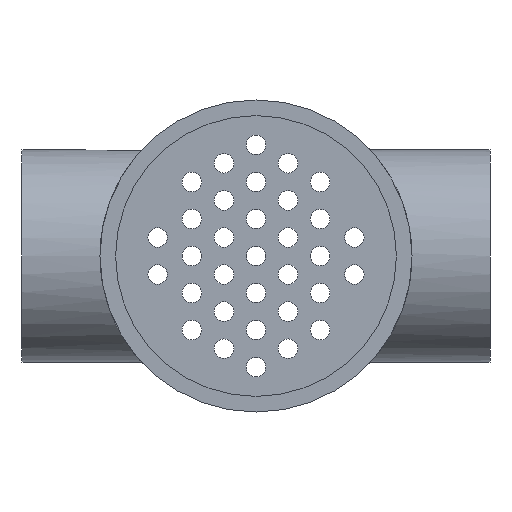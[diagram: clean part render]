
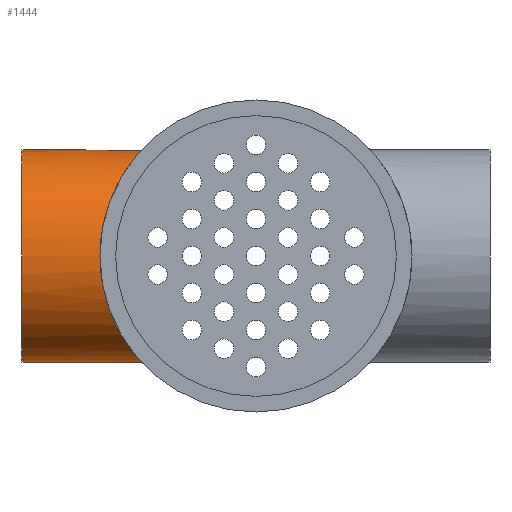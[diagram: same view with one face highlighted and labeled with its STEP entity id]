
A CAD part, front view. The second image highlights one B-rep face of the part: STEP entity #1444.
In plain terms, the highlighted cylindrical face has radius 27.2 mm (diameter 54.4 mm), a full revolution.
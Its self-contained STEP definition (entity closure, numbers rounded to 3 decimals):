
#42=FACE_BOUND('',#346,.T.);
#251=B_SPLINE_CURVE_WITH_KNOTS('',3,(#2391,#2392,#2393,#2394,#2395,#2396,
#2397,#2398,#2399,#2400,#2401,#2402,#2403,#2404,#2405,#2406,#2407,#2408,
#2409,#2410,#2411,#2412,#2413,#2414,#2415,#2416,#2417,#2418,#2419,#2420,
#2421,#2422,#2423,#2424,#2425,#2426,#2427,#2428,#2429,#2430,#2431,#2432,
#2433,#2434,#2435,#2436,#2437,#2438,#2439,#2440,#2441,#2442,#2443,#2444,
#2445,#2446,#2447,#2448,#2449,#2450,#2451,#2452,#2453,#2454,#2455,#2456),
 .UNSPECIFIED.,.T.,.F.,(4,2,2,2,2,2,2,2,2,2,2,2,2,2,2,2,2,2,2,2,2,2,2,2,
2,2,2,2,2,2,2,2,4),(0.,0.538,1.076,1.614,
2.152,2.684,3.215,3.747,4.278,
4.81,5.341,5.873,6.404,6.942,
7.48,8.019,8.557,9.095,9.633,
10.171,10.709,11.24,11.772,12.303,
12.835,13.366,13.898,14.429,14.961,
15.499,16.037,16.575,17.113),
 .UNSPECIFIED.);
#256=FACE_OUTER_BOUND('',#345,.T.);
#345=EDGE_LOOP('',(#1081));
#346=EDGE_LOOP('',(#1082));
#636=CIRCLE('',#1561,27.2);
#781=VERTEX_POINT('',#2390);
#784=VERTEX_POINT('',#2527);
#929=EDGE_CURVE('',#781,#781,#251,.T.);
#932=EDGE_CURVE('',#784,#784,#636,.T.);
#1081=ORIENTED_EDGE('',*,*,#929,.F.);
#1082=ORIENTED_EDGE('',*,*,#932,.F.);
#1370=CYLINDRICAL_SURFACE('',#1560,27.2);
#1444=ADVANCED_FACE('',(#256,#42),#1370,.T.);
#1560=AXIS2_PLACEMENT_3D('',#2526,#1801,#1802);
#1561=AXIS2_PLACEMENT_3D('',#2528,#1803,#1804);
#1801=DIRECTION('center_axis',(1.,0.,0.));
#1802=DIRECTION('ref_axis',(0.,-1.,0.));
#1803=DIRECTION('center_axis',(-1.,0.,0.));
#1804=DIRECTION('ref_axis',(0.,-1.,0.));
#2390=CARTESIAN_POINT('',(-29.328,283.8,-27.2));
#2391=CARTESIAN_POINT('Ctrl Pts',(-29.328,283.8,-27.2));
#2392=CARTESIAN_POINT('Ctrl Pts',(-29.328,285.594,-27.2));
#2393=CARTESIAN_POINT('Ctrl Pts',(-29.498,287.412,-27.02));
#2394=CARTESIAN_POINT('Ctrl Pts',(-30.143,290.976,-26.299));
#2395=CARTESIAN_POINT('Ctrl Pts',(-30.615,292.721,-25.758));
#2396=CARTESIAN_POINT('Ctrl Pts',(-31.741,296.037,-24.359));
#2397=CARTESIAN_POINT('Ctrl Pts',(-32.392,297.611,-23.498));
#2398=CARTESIAN_POINT('Ctrl Pts',(-33.734,300.518,-21.527));
#2399=CARTESIAN_POINT('Ctrl Pts',(-34.424,301.851,-20.416));
#2400=CARTESIAN_POINT('Ctrl Pts',(-35.713,304.201,-18.065));
#2401=CARTESIAN_POINT('Ctrl Pts',(-36.362,305.31,-16.741));
#2402=CARTESIAN_POINT('Ctrl Pts',(-37.565,307.286,-13.833));
#2403=CARTESIAN_POINT('Ctrl Pts',(-38.118,308.153,-12.249));
#2404=CARTESIAN_POINT('Ctrl Pts',(-39.033,309.562,-8.913));
#2405=CARTESIAN_POINT('Ctrl Pts',(-39.396,310.105,-7.156));
#2406=CARTESIAN_POINT('Ctrl Pts',(-39.88,310.824,-3.585));
#2407=CARTESIAN_POINT('Ctrl Pts',(-40.,311.,-1.772));
#2408=CARTESIAN_POINT('Ctrl Pts',(-40.,311.,1.772));
#2409=CARTESIAN_POINT('Ctrl Pts',(-39.88,310.824,3.585));
#2410=CARTESIAN_POINT('Ctrl Pts',(-39.396,310.105,7.156));
#2411=CARTESIAN_POINT('Ctrl Pts',(-39.033,309.562,8.913));
#2412=CARTESIAN_POINT('Ctrl Pts',(-38.118,308.153,12.249));
#2413=CARTESIAN_POINT('Ctrl Pts',(-37.565,307.286,13.833));
#2414=CARTESIAN_POINT('Ctrl Pts',(-36.362,305.31,16.741));
#2415=CARTESIAN_POINT('Ctrl Pts',(-35.713,304.201,18.065));
#2416=CARTESIAN_POINT('Ctrl Pts',(-34.424,301.851,20.416));
#2417=CARTESIAN_POINT('Ctrl Pts',(-33.734,300.518,21.527));
#2418=CARTESIAN_POINT('Ctrl Pts',(-32.392,297.611,23.498));
#2419=CARTESIAN_POINT('Ctrl Pts',(-31.741,296.037,24.359));
#2420=CARTESIAN_POINT('Ctrl Pts',(-30.615,292.721,25.758));
#2421=CARTESIAN_POINT('Ctrl Pts',(-30.143,290.976,26.299));
#2422=CARTESIAN_POINT('Ctrl Pts',(-29.498,287.412,27.02));
#2423=CARTESIAN_POINT('Ctrl Pts',(-29.328,285.594,27.2));
#2424=CARTESIAN_POINT('Ctrl Pts',(-29.328,282.006,27.2));
#2425=CARTESIAN_POINT('Ctrl Pts',(-29.498,280.188,27.02));
#2426=CARTESIAN_POINT('Ctrl Pts',(-30.143,276.624,26.299));
#2427=CARTESIAN_POINT('Ctrl Pts',(-30.615,274.879,25.758));
#2428=CARTESIAN_POINT('Ctrl Pts',(-31.741,271.563,24.359));
#2429=CARTESIAN_POINT('Ctrl Pts',(-32.392,269.989,23.498));
#2430=CARTESIAN_POINT('Ctrl Pts',(-33.734,267.082,21.527));
#2431=CARTESIAN_POINT('Ctrl Pts',(-34.424,265.749,20.416));
#2432=CARTESIAN_POINT('Ctrl Pts',(-35.713,263.399,18.065));
#2433=CARTESIAN_POINT('Ctrl Pts',(-36.362,262.29,16.741));
#2434=CARTESIAN_POINT('Ctrl Pts',(-37.565,260.314,13.833));
#2435=CARTESIAN_POINT('Ctrl Pts',(-38.118,259.447,12.249));
#2436=CARTESIAN_POINT('Ctrl Pts',(-39.033,258.038,8.913));
#2437=CARTESIAN_POINT('Ctrl Pts',(-39.396,257.495,7.156));
#2438=CARTESIAN_POINT('Ctrl Pts',(-39.88,256.776,3.585));
#2439=CARTESIAN_POINT('Ctrl Pts',(-40.,256.6,1.772));
#2440=CARTESIAN_POINT('Ctrl Pts',(-40.,256.6,-1.772));
#2441=CARTESIAN_POINT('Ctrl Pts',(-39.88,256.776,-3.585));
#2442=CARTESIAN_POINT('Ctrl Pts',(-39.396,257.495,-7.156));
#2443=CARTESIAN_POINT('Ctrl Pts',(-39.033,258.038,-8.913));
#2444=CARTESIAN_POINT('Ctrl Pts',(-38.118,259.447,-12.249));
#2445=CARTESIAN_POINT('Ctrl Pts',(-37.565,260.314,-13.833));
#2446=CARTESIAN_POINT('Ctrl Pts',(-36.362,262.29,-16.741));
#2447=CARTESIAN_POINT('Ctrl Pts',(-35.713,263.399,-18.065));
#2448=CARTESIAN_POINT('Ctrl Pts',(-34.424,265.749,-20.416));
#2449=CARTESIAN_POINT('Ctrl Pts',(-33.734,267.082,-21.527));
#2450=CARTESIAN_POINT('Ctrl Pts',(-32.392,269.989,-23.498));
#2451=CARTESIAN_POINT('Ctrl Pts',(-31.741,271.563,-24.359));
#2452=CARTESIAN_POINT('Ctrl Pts',(-30.615,274.879,-25.758));
#2453=CARTESIAN_POINT('Ctrl Pts',(-30.143,276.624,-26.299));
#2454=CARTESIAN_POINT('Ctrl Pts',(-29.498,280.188,-27.02));
#2455=CARTESIAN_POINT('Ctrl Pts',(-29.328,282.006,-27.2));
#2456=CARTESIAN_POINT('Ctrl Pts',(-29.328,283.8,-27.2));
#2526=CARTESIAN_POINT('Origin',(-60.,283.8,0.));
#2527=CARTESIAN_POINT('',(-60.,311.,0.));
#2528=CARTESIAN_POINT('Origin',(-60.,283.8,0.));
